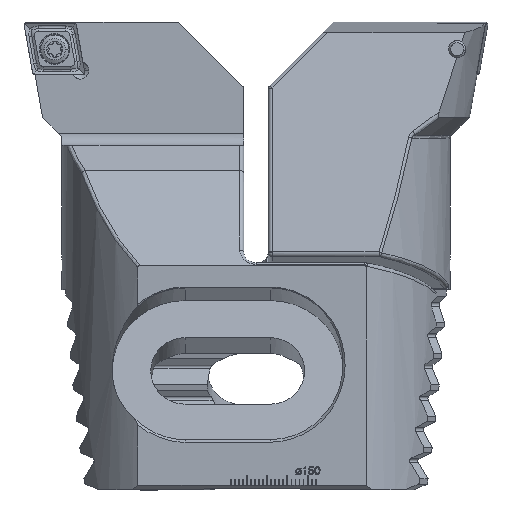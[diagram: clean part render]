
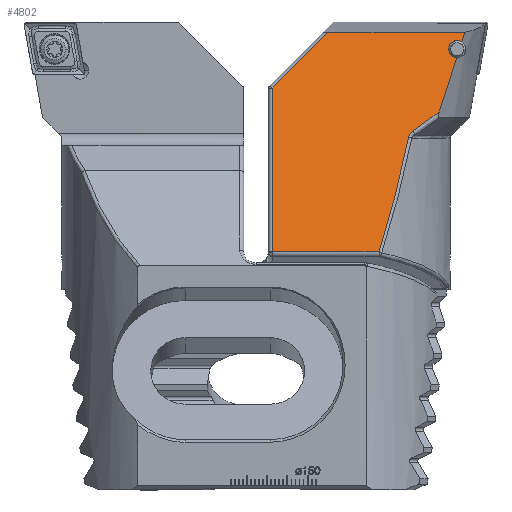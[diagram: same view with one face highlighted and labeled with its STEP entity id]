
A CAD part, top view. The second image highlights one B-rep face of the part: STEP entity #4802.
In plain terms, the highlighted face is planar.
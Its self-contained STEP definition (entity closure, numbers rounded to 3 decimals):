
#48 = CARTESIAN_POINT ( 'NONE',  ( 39.552, -2.844, -21.831 ) ) ;
#413 = CARTESIAN_POINT ( 'NONE',  ( 11.681, -4.823, -22.361 ) ) ;
#516 = CARTESIAN_POINT ( 'NONE',  ( 7.577, -4.823, -22.361 ) ) ;
#555 = LINE ( 'NONE', #10801, #6844 ) ;
#668 = CARTESIAN_POINT ( 'NONE',  ( 7.626, -9.022, -23.487 ) ) ;
#714 = VECTOR ( 'NONE', #5130, 1000. ) ;
#1171 = CARTESIAN_POINT ( 'NONE',  ( 19.587, -28.655, -28.747 ) ) ;
#1201 =( BOUNDED_CURVE ( )  B_SPLINE_CURVE ( 3, ( #1284, #1312, #1559, #1205 ),
 .UNSPECIFIED., .F., .F. ) 
 B_SPLINE_CURVE_WITH_KNOTS ( ( 4, 4 ),
 ( 3.835, 4.064 ),
 .UNSPECIFIED. ) 
 CURVE ( )  GEOMETRIC_REPRESENTATION_ITEM ( )  RATIONAL_B_SPLINE_CURVE ( ( 1., 0.996, 0.996, 1. ) ) 
 REPRESENTATION_ITEM ( '' )  );
#1205 = CARTESIAN_POINT ( 'NONE',  ( 19.587, -28.655, -28.747 ) ) ;
#1284 = CARTESIAN_POINT ( 'NONE',  ( 26.846, -56.996, -36.341 ) ) ;
#1312 = CARTESIAN_POINT ( 'NONE',  ( 24.141, -48.605, -34.093 ) ) ;
#1360 = CARTESIAN_POINT ( 'NONE',  ( 18.576, -27.241, -28.369 ) ) ;
#1382 = ORIENTED_EDGE ( 'NONE', *, *, #3237, .T. ) ;
#1559 = CARTESIAN_POINT ( 'NONE',  ( 21.711, -39.117, -31.551 ) ) ;
#1843 =( BOUNDED_CURVE ( )  B_SPLINE_CURVE ( 3, ( #13290, #11222, #11028, #10956 ),
 .UNSPECIFIED., .F., .F. ) 
 B_SPLINE_CURVE_WITH_KNOTS ( ( 4, 4 ),
 ( 4.211, 4.29 ),
 .UNSPECIFIED. ) 
 CURVE ( )  GEOMETRIC_REPRESENTATION_ITEM ( )  RATIONAL_B_SPLINE_CURVE ( ( 1., 0.999, 0.999, 1. ) ) 
 REPRESENTATION_ITEM ( '' )  );
#1925 =( BOUNDED_CURVE ( )  B_SPLINE_CURVE ( 3, ( #668, #3194, #413, #516 ),
 .UNSPECIFIED., .F., .F. ) 
 B_SPLINE_CURVE_WITH_KNOTS ( ( 4, 4 ),
 ( 3.165, 6.283 ),
 .UNSPECIFIED. ) 
 CURVE ( )  GEOMETRIC_REPRESENTATION_ITEM ( )  RATIONAL_B_SPLINE_CURVE ( ( 1., 0.341, 0.341, 1. ) ) 
 REPRESENTATION_ITEM ( '' )  );
#2101 = DIRECTION ( 'NONE',  ( 0., -0.966, -0.259 ) ) ;
#2117 = DIRECTION ( 'NONE',  ( 0., -0.259, 0.966 ) ) ;
#2282 = CARTESIAN_POINT ( 'NONE',  ( 113.15, -1.853, -21.566 ) ) ;
#2587 = CARTESIAN_POINT ( 'NONE',  ( 16.363, -25.695, -27.954 ) ) ;
#2716 = CARTESIAN_POINT ( 'NONE',  ( 113.15, -56.996, -36.341 ) ) ;
#2740 = VERTEX_POINT ( 'NONE', #13552 ) ;
#2848 = EDGE_CURVE ( 'NONE', #4052, #7450, #11675, .T. ) ;
#2949 = EDGE_CURVE ( 'NONE', #7450, #3260, #1843, .T. ) ;
#3045 = VERTEX_POINT ( 'NONE', #6326 ) ;
#3105 = EDGE_LOOP ( 'NONE', ( #14832, #6976, #7989, #14095, #1382, #12494, #4678, #6172, #8599, #7927, #14857 ) ) ;
#3125 = EDGE_CURVE ( 'NONE', #3260, #6730, #1925, .T. ) ;
#3136 = DIRECTION ( 'NONE',  ( -1., 0., 0. ) ) ;
#3194 = CARTESIAN_POINT ( 'NONE',  ( 11.729, -8.926, -23.461 ) ) ;
#3237 = EDGE_CURVE ( 'NONE', #3045, #2740, #6869, .T. ) ;
#3260 = VERTEX_POINT ( 'NONE', #12360 ) ;
#3352 = EDGE_CURVE ( 'NONE', #14307, #2740, #555, .T. ) ;
#3382 = CARTESIAN_POINT ( 'NONE',  ( 53.25, -1.853, -21.566 ) ) ;
#3501 = DIRECTION ( 'NONE',  ( 0., -0.966, -0.259 ) ) ;
#3542 = LINE ( 'NONE', #4982, #714 ) ;
#3562 = EDGE_CURVE ( 'NONE', #14307, #13855, #3542, .T. ) ;
#3622 = EDGE_CURVE ( 'NONE', #13855, #12044, #8965, .T. ) ;
#3645 = EDGE_CURVE ( 'NONE', #12044, #7898, #8646, .T. ) ;
#3688 = CARTESIAN_POINT ( 'NONE',  ( 53.25, -16.542, -25.502 ) ) ;
#3740 = EDGE_CURVE ( 'NONE', #7898, #9789, #1201, .T. ) ;
#3805 = CARTESIAN_POINT ( 'NONE',  ( 6.429, -5.164, -22.453 ) ) ;
#3825 = CARTESIAN_POINT ( 'NONE',  ( 6.773, -4.94, -22.393 ) ) ;
#3834 = B_SPLINE_CURVE_WITH_KNOTS ( 'NONE', 3,
 ( #9642, #9162, #8899, #8856, #8728, #8684, #8582, #8530 ),
 .UNSPECIFIED., .F., .F.,
 ( 4, 2, 2, 4 ),
 ( 0., 0.001, 0.001, 0.002 ),
 .UNSPECIFIED. ) ;
#3859 =( BOUNDED_CURVE ( )  B_SPLINE_CURVE ( 3, ( #3910, #3923, #3825, #3805 ),
 .UNSPECIFIED., .F., .F. ) 
 B_SPLINE_CURVE_WITH_KNOTS ( ( 4, 4 ),
 ( 0., 0.578 ),
 .UNSPECIFIED. ) 
 CURVE ( )  GEOMETRIC_REPRESENTATION_ITEM ( )  RATIONAL_B_SPLINE_CURVE ( ( 1., 0.972, 0.972, 1. ) ) 
 REPRESENTATION_ITEM ( '' )  );
#3910 = CARTESIAN_POINT ( 'NONE',  ( 7.577, -4.823, -22.361 ) ) ;
#3923 = CARTESIAN_POINT ( 'NONE',  ( 7.167, -4.823, -22.361 ) ) ;
#4045 = EDGE_CURVE ( 'NONE', #4052, #9789, #3834, .T. ) ;
#4052 = VERTEX_POINT ( 'NONE', #8295 ) ;
#4290 = FACE_OUTER_BOUND ( 'NONE', #3105, .T. ) ;
#4678 = ORIENTED_EDGE ( 'NONE', *, *, #3562, .T. ) ;
#4802 = ADVANCED_FACE ( 'NONE', ( #4290 ), #8332, .F. ) ;
#4982 = CARTESIAN_POINT ( 'NONE',  ( 74.563, -37.855, -31.212 ) ) ;
#5130 = DIRECTION ( 'NONE',  ( 0.695, -0.695, -0.186 ) ) ;
#5295 = CARTESIAN_POINT ( 'NONE',  ( 12.037, -22.472, -27.091 ) ) ;
#5570 = VECTOR ( 'NONE', #3136, 1000. ) ;
#6172 = ORIENTED_EDGE ( 'NONE', *, *, #3622, .T. ) ;
#6326 = CARTESIAN_POINT ( 'NONE',  ( 6.429, -5.164, -22.453 ) ) ;
#6730 = VERTEX_POINT ( 'NONE', #12428 ) ;
#6844 = VECTOR ( 'NONE', #10785, 1000. ) ;
#6869 =( BOUNDED_CURVE ( )  B_SPLINE_CURVE ( 3, ( #13041, #13063, #12845, #12826 ),
 .UNSPECIFIED., .F., .F. ) 
 B_SPLINE_CURVE_WITH_KNOTS ( ( 4, 4 ),
 ( 4.312, 4.326 ),
 .UNSPECIFIED. ) 
 CURVE ( )  GEOMETRIC_REPRESENTATION_ITEM ( )  RATIONAL_B_SPLINE_CURVE ( ( 1., 1., 1., 1. ) ) 
 REPRESENTATION_ITEM ( '' )  );
#6976 = ORIENTED_EDGE ( 'NONE', *, *, #2949, .T. ) ;
#7450 = VERTEX_POINT ( 'NONE', #5295 ) ;
#7898 = VERTEX_POINT ( 'NONE', #10045 ) ;
#7927 = ORIENTED_EDGE ( 'NONE', *, *, #3740, .T. ) ;
#7989 = ORIENTED_EDGE ( 'NONE', *, *, #3125, .T. ) ;
#8295 = CARTESIAN_POINT ( 'NONE',  ( 18.576, -27.241, -28.369 ) ) ;
#8332 = PLANE ( 'NONE',  #12959 ) ;
#8530 = CARTESIAN_POINT ( 'NONE',  ( 19.587, -28.655, -28.747 ) ) ;
#8582 = CARTESIAN_POINT ( 'NONE',  ( 19.557, -28.51, -28.709 ) ) ;
#8599 = ORIENTED_EDGE ( 'NONE', *, *, #3645, .T. ) ;
#8646 = LINE ( 'NONE', #2716, #5570 ) ;
#8684 = CARTESIAN_POINT ( 'NONE',  ( 19.51, -28.371, -28.671 ) ) ;
#8728 = CARTESIAN_POINT ( 'NONE',  ( 19.385, -28.105, -28.6 ) ) ;
#8856 = CARTESIAN_POINT ( 'NONE',  ( 19.307, -27.977, -28.566 ) ) ;
#8899 = CARTESIAN_POINT ( 'NONE',  ( 19.043, -27.621, -28.47 ) ) ;
#8965 = LINE ( 'NONE', #3382, #15080 ) ;
#9162 = CARTESIAN_POINT ( 'NONE',  ( 18.823, -27.414, -28.415 ) ) ;
#9642 = CARTESIAN_POINT ( 'NONE',  ( 18.576, -27.241, -28.369 ) ) ;
#9789 = VERTEX_POINT ( 'NONE', #1171 ) ;
#10045 = CARTESIAN_POINT ( 'NONE',  ( 26.846, -56.996, -36.341 ) ) ;
#10785 = DIRECTION ( 'NONE',  ( -1., 0., 0. ) ) ;
#10801 = CARTESIAN_POINT ( 'NONE',  ( 113.15, -2.844, -21.831 ) ) ;
#10956 = CARTESIAN_POINT ( 'NONE',  ( 7.626, -9.022, -23.487 ) ) ;
#11028 = CARTESIAN_POINT ( 'NONE',  ( 9.065, -13.603, -24.714 ) ) ;
#11187 = EDGE_CURVE ( 'NONE', #6730, #3045, #3859, .T. ) ;
#11222 = CARTESIAN_POINT ( 'NONE',  ( 10.536, -18.089, -25.916 ) ) ;
#11675 = B_SPLINE_CURVE_WITH_KNOTS ( 'NONE', 3,
 ( #1360, #2587, #12983, #11830 ),
 .UNSPECIFIED., .F., .F.,
 ( 4, 4 ),
 ( 0., 0.008 ),
 .UNSPECIFIED. ) ;
#11830 = CARTESIAN_POINT ( 'NONE',  ( 12.037, -22.472, -27.091 ) ) ;
#12044 = VERTEX_POINT ( 'NONE', #12651 ) ;
#12360 = CARTESIAN_POINT ( 'NONE',  ( 7.626, -9.022, -23.487 ) ) ;
#12428 = CARTESIAN_POINT ( 'NONE',  ( 7.577, -4.823, -22.361 ) ) ;
#12494 = ORIENTED_EDGE ( 'NONE', *, *, #3352, .F. ) ;
#12651 = CARTESIAN_POINT ( 'NONE',  ( 53.25, -56.996, -36.341 ) ) ;
#12826 = CARTESIAN_POINT ( 'NONE',  ( 5.723, -2.844, -21.831 ) ) ;
#12845 = CARTESIAN_POINT ( 'NONE',  ( 5.958, -3.62, -22.039 ) ) ;
#12959 = AXIS2_PLACEMENT_3D ( 'NONE', #2282, #2117, #2101 ) ;
#12983 = CARTESIAN_POINT ( 'NONE',  ( 14.186, -24.101, -27.527 ) ) ;
#13041 = CARTESIAN_POINT ( 'NONE',  ( 6.429, -5.164, -22.453 ) ) ;
#13063 = CARTESIAN_POINT ( 'NONE',  ( 6.193, -4.393, -22.246 ) ) ;
#13290 = CARTESIAN_POINT ( 'NONE',  ( 12.037, -22.472, -27.091 ) ) ;
#13552 = CARTESIAN_POINT ( 'NONE',  ( 5.723, -2.844, -21.831 ) ) ;
#13855 = VERTEX_POINT ( 'NONE', #3688 ) ;
#14095 = ORIENTED_EDGE ( 'NONE', *, *, #11187, .T. ) ;
#14307 = VERTEX_POINT ( 'NONE', #48 ) ;
#14832 = ORIENTED_EDGE ( 'NONE', *, *, #2848, .T. ) ;
#14857 = ORIENTED_EDGE ( 'NONE', *, *, #4045, .F. ) ;
#15080 = VECTOR ( 'NONE', #3501, 1000. ) ;
